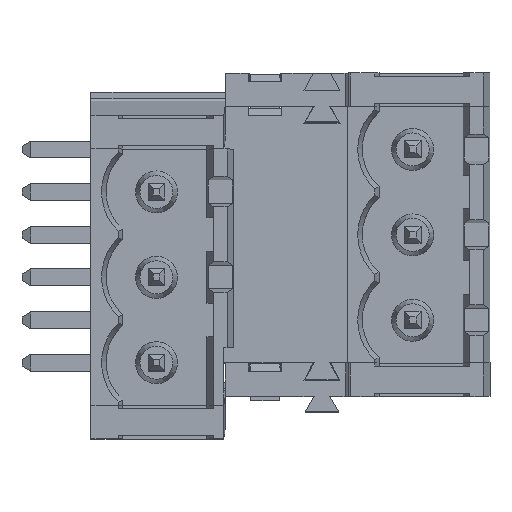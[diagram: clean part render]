
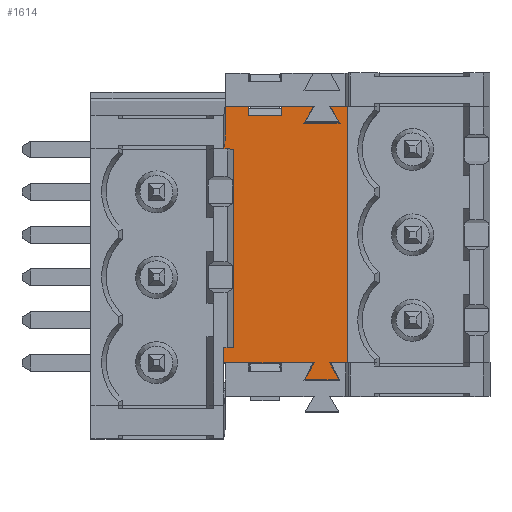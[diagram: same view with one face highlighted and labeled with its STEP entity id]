
A CAD part, top view. The second image highlights one B-rep face of the part: STEP entity #1614.
In plain terms, the highlighted planar face has unit normal (0, 0, 1).
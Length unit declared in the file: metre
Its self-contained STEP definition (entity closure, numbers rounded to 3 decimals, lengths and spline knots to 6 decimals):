
#1614=ADVANCED_FACE('',(#3285),#3286,.F.);
#3285=FACE_OUTER_BOUND('',#5015,.T.);
#3286=PLANE('',#5016);
#5015=EDGE_LOOP('',(#9930,#9931,#9932,#9933,#9934,#9935,#9936,#9937,#9938,#9939,#9940,#9941,#9942,#9943,#9944,#9945,#9946));
#5016=AXIS2_PLACEMENT_3D('',#9947,#9948,#9949);
#9930=ORIENTED_EDGE('',*,*,#10984,.T.);
#9931=ORIENTED_EDGE('',*,*,#11768,.T.);
#9932=ORIENTED_EDGE('',*,*,#12399,.T.);
#9933=ORIENTED_EDGE('',*,*,#12453,.T.);
#9934=ORIENTED_EDGE('',*,*,#10980,.T.);
#9935=ORIENTED_EDGE('',*,*,#12140,.F.);
#9936=ORIENTED_EDGE('',*,*,#12313,.F.);
#9937=ORIENTED_EDGE('',*,*,#12462,.F.);
#9938=ORIENTED_EDGE('',*,*,#12471,.F.);
#9939=ORIENTED_EDGE('',*,*,#12172,.F.);
#9940=ORIENTED_EDGE('',*,*,#12311,.F.);
#9941=ORIENTED_EDGE('',*,*,#11850,.T.);
#9942=ORIENTED_EDGE('',*,*,#10586,.F.);
#9943=ORIENTED_EDGE('',*,*,#11566,.F.);
#9944=ORIENTED_EDGE('',*,*,#11930,.F.);
#9945=ORIENTED_EDGE('',*,*,#12070,.T.);
#9946=ORIENTED_EDGE('',*,*,#12321,.T.);
#9947=CARTESIAN_POINT('',(0.01524,0.01778,-0.0122));
#9948=DIRECTION('',(0.,0.,-1.0));
#9949=DIRECTION('',(-1.0,0.0,0.));
#10586=EDGE_CURVE('',#12753,#12748,#12755,.T.);
#10980=EDGE_CURVE('',#13440,#13438,#13441,.T.);
#10984=EDGE_CURVE('',#13448,#13446,#13449,.T.);
#11566=EDGE_CURVE('',#14366,#12753,#14368,.T.);
#11768=EDGE_CURVE('',#13446,#14653,#14655,.T.);
#11850=EDGE_CURVE('',#14772,#12748,#14773,.T.);
#11930=EDGE_CURVE('',#14881,#14366,#14883,.T.);
#12070=EDGE_CURVE('',#14881,#14140,#15060,.T.);
#12140=EDGE_CURVE('',#15142,#13438,#15143,.T.);
#12172=EDGE_CURVE('',#15180,#15178,#15182,.T.);
#12311=EDGE_CURVE('',#14772,#15180,#15349,.T.);
#12313=EDGE_CURVE('',#15350,#15142,#15352,.T.);
#12321=EDGE_CURVE('',#14140,#13448,#15362,.T.);
#12399=EDGE_CURVE('',#14653,#15443,#15445,.T.);
#12453=EDGE_CURVE('',#15443,#13440,#15504,.T.);
#12462=EDGE_CURVE('',#15512,#15350,#15514,.T.);
#12471=EDGE_CURVE('',#15178,#15512,#15523,.T.);
#12748=VERTEX_POINT('',#15894);
#12753=VERTEX_POINT('',#15901);
#12755=LINE('',#15904,#15905);
#13438=VERTEX_POINT('',#16926);
#13440=VERTEX_POINT('',#16929);
#13441=LINE('',#16930,#16931);
#13446=VERTEX_POINT('',#16938);
#13448=VERTEX_POINT('',#16941);
#13449=LINE('',#16942,#16943);
#14140=VERTEX_POINT('',#17972);
#14366=VERTEX_POINT('',#18307);
#14368=LINE('',#18310,#18311);
#14653=VERTEX_POINT('',#18746);
#14655=LINE('',#18749,#18750);
#14772=VERTEX_POINT('',#18924);
#14773=LINE('',#18925,#18926);
#14881=VERTEX_POINT('',#19110);
#14883=LINE('',#19113,#19114);
#15060=LINE('',#19381,#19382);
#15142=VERTEX_POINT('',#19508);
#15143=LINE('',#19509,#19510);
#15178=VERTEX_POINT('',#19565);
#15180=VERTEX_POINT('',#19568);
#15182=LINE('',#19571,#19572);
#15349=LINE('',#19826,#19827);
#15350=VERTEX_POINT('',#19828);
#15352=LINE('',#19831,#19832);
#15362=LINE('',#19847,#19848);
#15443=VERTEX_POINT('',#19966);
#15445=LINE('',#19969,#19970);
#15504=LINE('',#20049,#20050);
#15512=VERTEX_POINT('',#20059);
#15514=LINE('',#20062,#20063);
#15523=LINE('',#20076,#20077);
#15894=CARTESIAN_POINT('',(0.011361,0.01728,-0.0122));
#15901=CARTESIAN_POINT('',(0.009361,0.01728,-0.0122));
#15904=CARTESIAN_POINT('',(0.01524,0.01728,-0.0122));
#15905=VECTOR('',#20259,1.0);
#16926=CARTESIAN_POINT('',(0.01524,0.00254,-0.0122));
#16929=CARTESIAN_POINT('',(0.014193,0.00254,-0.0122));
#16930=CARTESIAN_POINT('',(0.01524,0.00254,-0.0122));
#16931=VECTOR('',#20594,1.0);
#16938=CARTESIAN_POINT('',(0.013293,0.00254,-0.0122));
#16941=CARTESIAN_POINT('',(0.0079,0.00254,-0.0122));
#16942=CARTESIAN_POINT('',(0.01524,0.00254,-0.0122));
#16943=VECTOR('',#20598,1.0);
#17972=CARTESIAN_POINT('',(0.0079,0.015856,-0.0122));
#18307=CARTESIAN_POINT('',(0.009361,0.01778,-0.0122));
#18310=CARTESIAN_POINT('',(0.009361,0.01778,-0.0122));
#18311=VECTOR('',#21098,1.0);
#18746=CARTESIAN_POINT('',(0.01272,0.00154,-0.0122));
#18749=CARTESIAN_POINT('',(0.01272,0.00154,-0.0122));
#18750=VECTOR('',#21256,1.0);
#18924=CARTESIAN_POINT('',(0.011361,0.01778,-0.0122));
#18925=CARTESIAN_POINT('',(0.011361,0.01778,-0.0122));
#18926=VECTOR('',#21326,1.0);
#19110=CARTESIAN_POINT('',(0.0079,0.01778,-0.0122));
#19113=CARTESIAN_POINT('',(0.01524,0.01778,-0.0122));
#19114=VECTOR('',#21384,1.0);
#19381=CARTESIAN_POINT('',(0.0079,0.01778,-0.0122));
#19382=VECTOR('',#21478,1.0);
#19508=CARTESIAN_POINT('',(0.01524,0.01778,-0.0122));
#19509=CARTESIAN_POINT('',(0.01524,0.01778,-0.0122));
#19510=VECTOR('',#21529,1.0);
#19565=CARTESIAN_POINT('',(0.012668,0.01678,-0.0122));
#19568=CARTESIAN_POINT('',(0.013243,0.01778,-0.0122));
#19571=CARTESIAN_POINT('',(0.013739,0.018643,-0.0122));
#19572=VECTOR('',#21552,1.0);
#19826=CARTESIAN_POINT('',(0.01524,0.01778,-0.0122));
#19827=VECTOR('',#21655,1.0);
#19828=CARTESIAN_POINT('',(0.014243,0.01778,-0.0122));
#19831=CARTESIAN_POINT('',(0.01524,0.01778,-0.0122));
#19832=VECTOR('',#21657,1.0);
#19847=CARTESIAN_POINT('',(0.0079,0.01778,-0.0122));
#19848=VECTOR('',#21663,1.0);
#19966=CARTESIAN_POINT('',(0.014765,0.00154,-0.0122));
#19969=CARTESIAN_POINT('',(0.014765,0.00154,-0.0122));
#19970=VECTOR('',#21711,1.0);
#20049=CARTESIAN_POINT('',(0.014193,0.00254,-0.0122));
#20050=VECTOR('',#21735,1.0);
#20059=CARTESIAN_POINT('',(0.014818,0.01678,-0.0122));
#20062=CARTESIAN_POINT('',(0.01449,0.017349,-0.0122));
#20063=VECTOR('',#21738,1.0);
#20076=CARTESIAN_POINT('',(0.01524,0.01678,-0.0122));
#20077=VECTOR('',#21743,1.0);
#20259=DIRECTION('',(1.0,0.,0.));
#20594=DIRECTION('',(1.0,0.,0.));
#20598=DIRECTION('',(1.0,0.,0.));
#21098=DIRECTION('',(0.,-1.0,0.));
#21256=DIRECTION('',(-0.497,-0.868,0.));
#21326=DIRECTION('',(0.,-1.0,0.));
#21384=DIRECTION('',(1.0,0.,0.));
#21478=DIRECTION('',(0.,-1.0,0.));
#21529=DIRECTION('',(0.,-1.0,0.));
#21552=DIRECTION('',(-0.498,-0.867,0.));
#21655=DIRECTION('',(1.0,0.,0.));
#21657=DIRECTION('',(1.0,0.,0.));
#21663=DIRECTION('',(0.,-1.0,0.));
#21711=DIRECTION('',(1.0,0.,0.));
#21735=DIRECTION('',(-0.497,0.868,0.));
#21738=DIRECTION('',(-0.498,0.867,0.));
#21743=DIRECTION('',(1.0,0.,0.));
